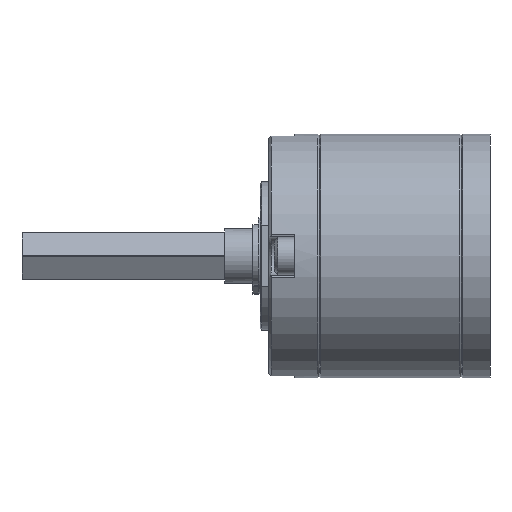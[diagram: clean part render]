
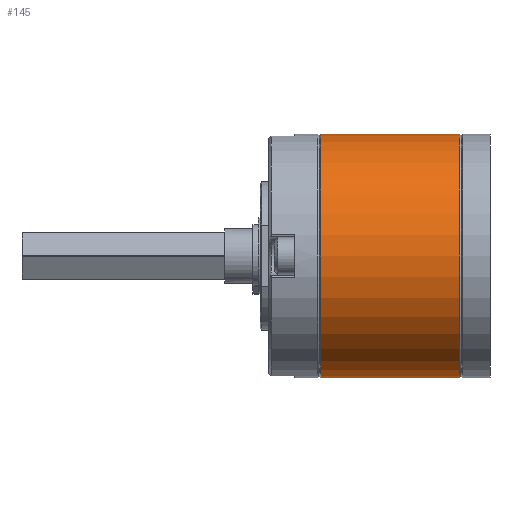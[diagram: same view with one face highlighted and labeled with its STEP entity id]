
A CAD part, left-side view. The second image highlights one B-rep face of the part: STEP entity #145.
In plain terms, the highlighted cylindrical face has radius 18 mm (diameter 36 mm), a partial arc.
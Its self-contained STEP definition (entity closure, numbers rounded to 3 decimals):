
#145 = ADVANCED_FACE ( 'NONE', ( #5356 ), #9032, .T. ) ;
#165 = ORIENTED_EDGE ( 'NONE', *, *, #3454, .T. ) ;
#213 = CARTESIAN_POINT ( 'NONE',  ( 0., -24.65, -18. ) ) ;
#938 = VERTEX_POINT ( 'NONE', #3499 ) ;
#1059 = VERTEX_POINT ( 'NONE', #5928 ) ;
#1637 = ORIENTED_EDGE ( 'NONE', *, *, #5389, .T. ) ;
#1786 = DIRECTION ( 'NONE',  ( 0., 1., 0. ) ) ;
#1872 = CARTESIAN_POINT ( 'NONE',  ( 0., -3.838, 0. ) ) ;
#2195 = CIRCLE ( 'NONE', #8285, 18. ) ;
#2979 = LINE ( 'NONE', #9088, #4101 ) ;
#3061 = AXIS2_PLACEMENT_3D ( 'NONE', #1872, #5482, #3984 ) ;
#3071 = DIRECTION ( 'NONE',  ( 0., 0., 1. ) ) ;
#3384 = EDGE_CURVE ( 'NONE', #8039, #1059, #5473, .T. ) ;
#3454 = EDGE_CURVE ( 'NONE', #938, #3935, #2979, .T. ) ;
#3499 = CARTESIAN_POINT ( 'NONE',  ( 0., -24.463, 18. ) ) ;
#3935 = VERTEX_POINT ( 'NONE', #5695 ) ;
#3984 = DIRECTION ( 'NONE',  ( 0., 0., -1. ) ) ;
#4101 = VECTOR ( 'NONE', #9115, 1000. ) ;
#4330 = ORIENTED_EDGE ( 'NONE', *, *, #3384, .F. ) ;
#4510 = EDGE_LOOP ( 'NONE', ( #4330, #8726, #165, #1637 ) ) ;
#5024 = VECTOR ( 'NONE', #1786, 1000. ) ;
#5356 = FACE_OUTER_BOUND ( 'NONE', #4510, .T. ) ;
#5389 = EDGE_CURVE ( 'NONE', #3935, #1059, #5604, .T. ) ;
#5445 = EDGE_CURVE ( 'NONE', #8039, #938, #2195, .T. ) ;
#5473 = LINE ( 'NONE', #213, #5024 ) ;
#5482 = DIRECTION ( 'NONE',  ( 0., -1., 0. ) ) ;
#5604 = CIRCLE ( 'NONE', #3061, 18. ) ;
#5605 = DIRECTION ( 'NONE',  ( 0., 0., -1. ) ) ;
#5695 = CARTESIAN_POINT ( 'NONE',  ( 0., -3.838, 18. ) ) ;
#5928 = CARTESIAN_POINT ( 'NONE',  ( 0., -3.838, -18. ) ) ;
#6314 = DIRECTION ( 'NONE',  ( 0., 1., 0. ) ) ;
#6605 = DIRECTION ( 'NONE',  ( 0., 1., 0. ) ) ;
#7045 = AXIS2_PLACEMENT_3D ( 'NONE', #8760, #6605, #3071 ) ;
#8039 = VERTEX_POINT ( 'NONE', #8396 ) ;
#8285 = AXIS2_PLACEMENT_3D ( 'NONE', #8546, #6314, #5605 ) ;
#8396 = CARTESIAN_POINT ( 'NONE',  ( 0., -24.463, -18. ) ) ;
#8546 = CARTESIAN_POINT ( 'NONE',  ( 0., -24.463, 0. ) ) ;
#8726 = ORIENTED_EDGE ( 'NONE', *, *, #5445, .T. ) ;
#8760 = CARTESIAN_POINT ( 'NONE',  ( 0., -24.65, 0. ) ) ;
#9032 = CYLINDRICAL_SURFACE ( 'NONE', #7045, 18. ) ;
#9088 = CARTESIAN_POINT ( 'NONE',  ( 0., -24.65, 18. ) ) ;
#9115 = DIRECTION ( 'NONE',  ( 0., 1., 0. ) ) ;
